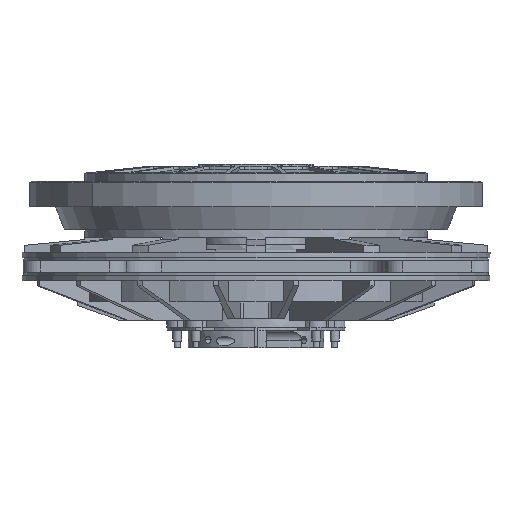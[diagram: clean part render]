
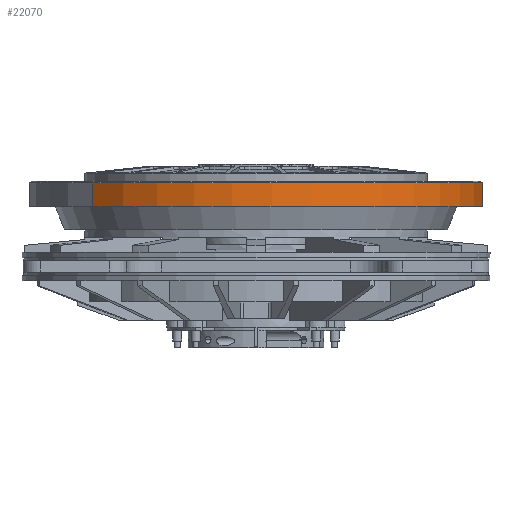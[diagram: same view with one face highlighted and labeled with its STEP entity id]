
A CAD part, front view. The second image highlights one B-rep face of the part: STEP entity #22070.
In plain terms, the highlighted cylindrical face has radius 197.5 mm (diameter 395 mm), a partial arc.
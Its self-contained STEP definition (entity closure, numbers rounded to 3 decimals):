
#22070 = ADVANCED_FACE ( 'NONE', ( #42889 ), #42888, .T. ) ;
#22071 = EDGE_LOOP ( 'NONE', ( #22072, #22073, #22075, #22076 ) ) ;
#22072 = ORIENTED_EDGE ( 'NONE', *, *, #26263, .F. ) ;
#22073 = ORIENTED_EDGE ( 'NONE', *, *, #22074, .T. ) ;
#22074 = EDGE_CURVE ( 'NONE', #25789, #25795, #42886, .T. ) ;
#22075 = ORIENTED_EDGE ( 'NONE', *, *, #26252, .T. ) ;
#22076 = ORIENTED_EDGE ( 'NONE', *, *, #22078, .T. ) ;
#22078 = EDGE_CURVE ( 'NONE', #26266, #26264, #42878, .T. ) ;
#25789 = VERTEX_POINT ( 'NONE', #50319 ) ;
#25795 = VERTEX_POINT ( 'NONE', #50372 ) ;
#26252 = EDGE_CURVE ( 'NONE', #25795, #26266, #51230, .T. ) ;
#26263 = EDGE_CURVE ( 'NONE', #25789, #26264, #51272, .T. ) ;
#26264 = VERTEX_POINT ( 'NONE', #51268 ) ;
#26266 = VERTEX_POINT ( 'NONE', #51264 ) ;
#42874 = DIRECTION ( 'NONE',  ( 0.719, 0.695, 0. ) ) ;
#42875 = DIRECTION ( 'NONE',  ( 0., 0., 1. ) ) ;
#42876 = CARTESIAN_POINT ( 'NONE',  ( 0., 0., -37. ) ) ;
#42877 = AXIS2_PLACEMENT_3D ( 'NONE', #42876, #42875, #42874 ) ;
#42878 = CIRCLE ( 'NONE', #42877, 197.5 ) ;
#42879 = DIRECTION ( 'NONE',  ( -0.719, -0.695, 0. ) ) ;
#42880 = DIRECTION ( 'NONE',  ( 0., 0., -1. ) ) ;
#42881 = CARTESIAN_POINT ( 'NONE',  ( 0., 0., -16.5 ) ) ;
#42882 = AXIS2_PLACEMENT_3D ( 'NONE', #42881, #42880, #42879 ) ;
#42883 = DIRECTION ( 'NONE',  ( -0.719, -0.695, 0. ) ) ;
#42884 = DIRECTION ( 'NONE',  ( 0., 0., -1. ) ) ;
#42885 = AXIS2_PLACEMENT_3D ( 'NONE', #42887, #42884, #42883 ) ;
#42886 = CIRCLE ( 'NONE', #42882, 197.5 ) ;
#42887 = CARTESIAN_POINT ( 'NONE',  ( 0., 0., -15. ) ) ;
#42888 = CYLINDRICAL_SURFACE ( 'NONE', #42885, 197.5 ) ;
#42889 = FACE_OUTER_BOUND ( 'NONE', #22071, .T. ) ;
#50319 = CARTESIAN_POINT ( 'NONE',  ( 141.957, 137.312, -16.5 ) ) ;
#50372 = CARTESIAN_POINT ( 'NONE',  ( -141.957, -137.312, -16.5 ) ) ;
#51227 = DIRECTION ( 'NONE',  ( 0., 0., -1. ) ) ;
#51228 = VECTOR ( 'NONE', #51227, 1000. ) ;
#51229 = CARTESIAN_POINT ( 'NONE',  ( -141.957, -137.312, -15. ) ) ;
#51230 = LINE ( 'NONE', #51229, #51228 ) ;
#51264 = CARTESIAN_POINT ( 'NONE',  ( -141.957, -137.312, -37. ) ) ;
#51268 = CARTESIAN_POINT ( 'NONE',  ( 141.957, 137.312, -37. ) ) ;
#51269 = DIRECTION ( 'NONE',  ( 0., 0., -1. ) ) ;
#51270 = VECTOR ( 'NONE', #51269, 1000. ) ;
#51271 = CARTESIAN_POINT ( 'NONE',  ( 141.957, 137.312, -15. ) ) ;
#51272 = LINE ( 'NONE', #51271, #51270 ) ;
